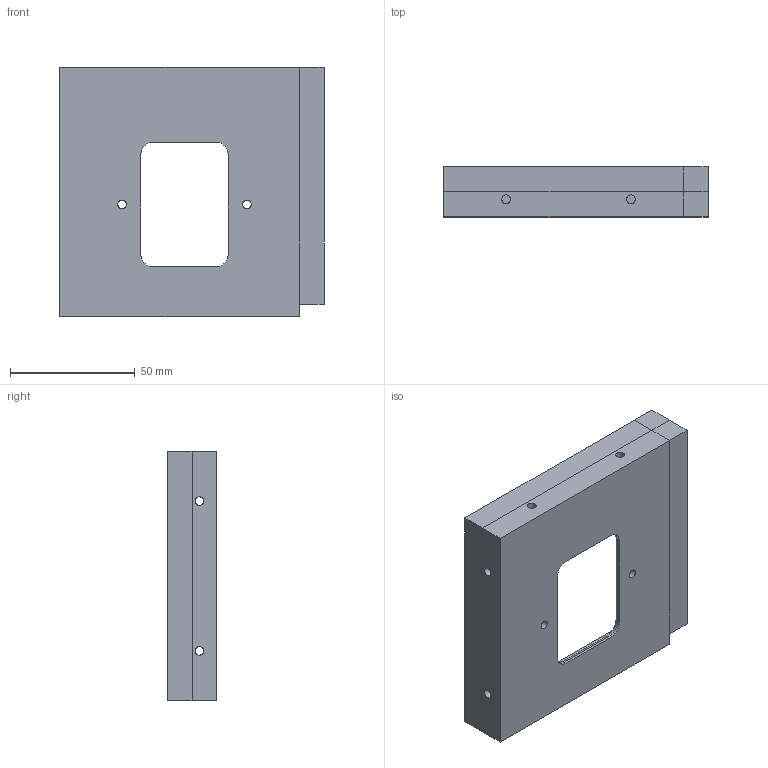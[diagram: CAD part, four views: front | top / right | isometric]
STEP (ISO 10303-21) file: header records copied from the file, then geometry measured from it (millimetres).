
FILE_DESCRIPTION(('FreeCAD Model'),'2;1');
FILE_NAME('Open CASCADE Shape Model','2024-08-21T20:23:53',(''),(''), 'Open CASCADE STEP processor 7.6','FreeCAD','Unknown');
FILE_SCHEMA(('AUTOMOTIVE_DESIGN { 1 0 10303 214 1 1 1 1 }'));
Length unit declared in the file: millimetre
Products named in the file (1): Fillet002
Bounding box: 106 x 20 x 100 mm (x, y, z)
Volume: 46550.9 mm3; surface area: 32848.8 mm2
Topology: 1 solids, 1 shells, 57 faces, 145 edges, 90 vertices
Faces by surface type: plane 31, cylinder 22, torus 4
Full cylindrical faces by diameter (mm): 3.5 x8
Entity records: 1765 total; most frequent: DIRECTION 309, CARTESIAN_POINT 293, ORIENTED_EDGE 290, EDGE_CURVE 145, AXIS2_PLACEMENT_3D 106, LINE 97, VECTOR 97, VERTEX_POINT 90
